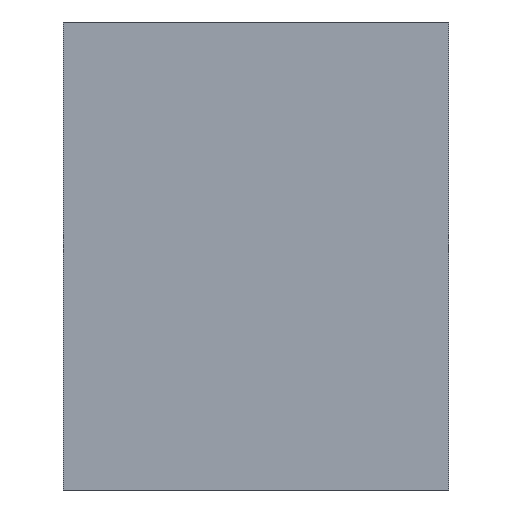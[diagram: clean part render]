
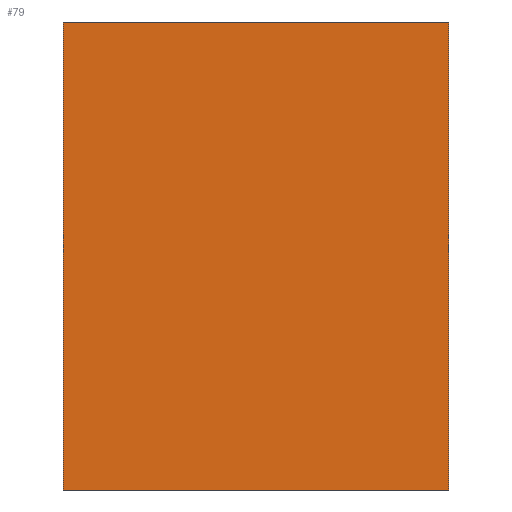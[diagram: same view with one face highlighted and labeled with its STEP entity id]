
A CAD part, left-side view. The second image highlights one B-rep face of the part: STEP entity #79.
In plain terms, the highlighted planar face has unit normal (-1, 0, 0).
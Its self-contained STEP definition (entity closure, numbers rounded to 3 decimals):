
#21 = EDGE_CURVE('',#22,#24,#26,.T.);
#22 = VERTEX_POINT('',#23);
#23 = CARTESIAN_POINT('',(-14.,-0.5,0.));
#24 = VERTEX_POINT('',#25);
#25 = CARTESIAN_POINT('',(-14.,-0.5,9.7));
#26 = LINE('',#27,#28);
#27 = CARTESIAN_POINT('',(-14.,-0.5,0.));
#28 = VECTOR('',#29,1.);
#29 = DIRECTION('',(0.,0.,1.));
#79 = ADVANCED_FACE('',(#80),#105,.F.);
#80 = FACE_BOUND('',#81,.F.);
#81 = EDGE_LOOP('',(#82,#83,#91,#99));
#82 = ORIENTED_EDGE('',*,*,#21,.T.);
#83 = ORIENTED_EDGE('',*,*,#84,.T.);
#84 = EDGE_CURVE('',#24,#85,#87,.T.);
#85 = VERTEX_POINT('',#86);
#86 = CARTESIAN_POINT('',(-14.,-8.5,9.7));
#87 = LINE('',#88,#89);
#88 = CARTESIAN_POINT('',(-14.,-0.5,9.7));
#89 = VECTOR('',#90,1.);
#90 = DIRECTION('',(0.,-1.,0.));
#91 = ORIENTED_EDGE('',*,*,#92,.F.);
#92 = EDGE_CURVE('',#93,#85,#95,.T.);
#93 = VERTEX_POINT('',#94);
#94 = CARTESIAN_POINT('',(-14.,-8.5,0.));
#95 = LINE('',#96,#97);
#96 = CARTESIAN_POINT('',(-14.,-8.5,0.));
#97 = VECTOR('',#98,1.);
#98 = DIRECTION('',(0.,0.,1.));
#99 = ORIENTED_EDGE('',*,*,#100,.F.);
#100 = EDGE_CURVE('',#22,#93,#101,.T.);
#101 = LINE('',#102,#103);
#102 = CARTESIAN_POINT('',(-14.,-0.5,0.));
#103 = VECTOR('',#104,1.);
#104 = DIRECTION('',(0.,-1.,0.));
#105 = PLANE('',#106);
#106 = AXIS2_PLACEMENT_3D('',#107,#108,#109);
#107 = CARTESIAN_POINT('',(-14.,-0.5,0.));
#108 = DIRECTION('',(1.,0.,0.));
#109 = DIRECTION('',(0.,-1.,0.));
